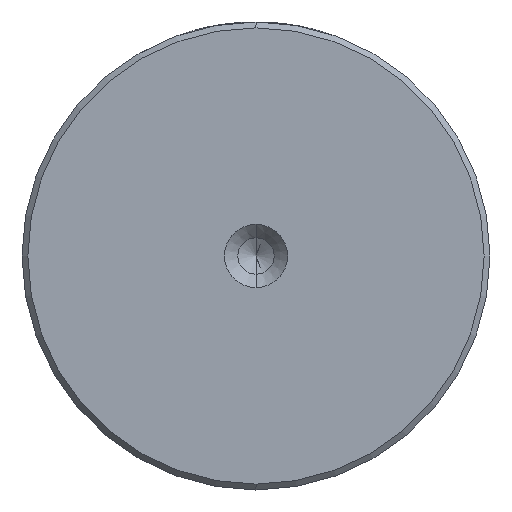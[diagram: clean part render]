
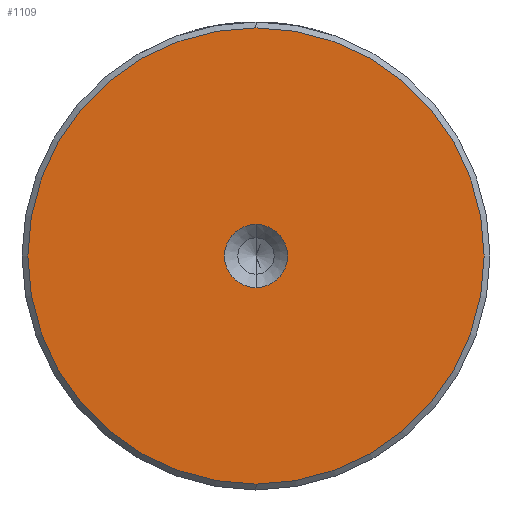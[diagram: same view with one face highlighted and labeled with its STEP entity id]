
A CAD part, left-side view. The second image highlights one B-rep face of the part: STEP entity #1109.
In plain terms, the highlighted planar face has unit normal (-1, 0, 0).
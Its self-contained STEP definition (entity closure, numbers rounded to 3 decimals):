
#81 = CARTESIAN_POINT ( 'NONE',  ( 0., 0., -19.5 ) ) ;
#163 = ORIENTED_EDGE ( 'NONE', *, *, #1416, .F. ) ;
#231 = FACE_OUTER_BOUND ( 'NONE', #541, .T. ) ;
#365 = PLANE ( 'NONE',  #589 ) ;
#446 = EDGE_CURVE ( 'NONE', #1778, #1326, #653, .T. ) ;
#541 = EDGE_LOOP ( 'NONE', ( #2434, #910 ) ) ;
#550 = CARTESIAN_POINT ( 'NONE',  ( 0., 0., 0. ) ) ;
#551 = DIRECTION ( 'NONE',  ( -1., 0., 0. ) ) ;
#589 = AXIS2_PLACEMENT_3D ( 'NONE', #2958, #1430, #3234 ) ;
#653 = CIRCLE ( 'NONE', #1127, 2.7 ) ;
#811 = DIRECTION ( 'NONE',  ( 0., 0., 1. ) ) ;
#904 = CIRCLE ( 'NONE', #2279, 19.5 ) ;
#907 = CIRCLE ( 'NONE', #1979, 2.7 ) ;
#910 = ORIENTED_EDGE ( 'NONE', *, *, #1726, .T. ) ;
#991 = VERTEX_POINT ( 'NONE', #81 ) ;
#1109 = ADVANCED_FACE ( 'NONE', ( #231, #2985 ), #365, .T. ) ;
#1127 = AXIS2_PLACEMENT_3D ( 'NONE', #550, #2372, #811 ) ;
#1199 = CARTESIAN_POINT ( 'NONE',  ( 0., 0., 0. ) ) ;
#1210 = CARTESIAN_POINT ( 'NONE',  ( 0., 0., 2.7 ) ) ;
#1326 = VERTEX_POINT ( 'NONE', #1210 ) ;
#1416 = EDGE_CURVE ( 'NONE', #1326, #1778, #907, .T. ) ;
#1419 = VERTEX_POINT ( 'NONE', #2776 ) ;
#1430 = DIRECTION ( 'NONE',  ( -1., 0., 0. ) ) ;
#1457 = EDGE_LOOP ( 'NONE', ( #163, #1895 ) ) ;
#1464 = DIRECTION ( 'NONE',  ( 0., 0., 1. ) ) ;
#1504 = DIRECTION ( 'NONE',  ( -1., 0., 0. ) ) ;
#1726 = EDGE_CURVE ( 'NONE', #1419, #991, #2679, .T. ) ;
#1778 = VERTEX_POINT ( 'NONE', #3108 ) ;
#1895 = ORIENTED_EDGE ( 'NONE', *, *, #446, .F. ) ;
#1979 = AXIS2_PLACEMENT_3D ( 'NONE', #3043, #1504, #3304 ) ;
#2112 = CARTESIAN_POINT ( 'NONE',  ( 0., 0., 0. ) ) ;
#2279 = AXIS2_PLACEMENT_3D ( 'NONE', #2112, #551, #2373 ) ;
#2372 = DIRECTION ( 'NONE',  ( -1., 0., 0. ) ) ;
#2373 = DIRECTION ( 'NONE',  ( 0., 0., 1. ) ) ;
#2434 = ORIENTED_EDGE ( 'NONE', *, *, #2516, .T. ) ;
#2516 = EDGE_CURVE ( 'NONE', #991, #1419, #904, .T. ) ;
#2679 = CIRCLE ( 'NONE', #2926, 19.5 ) ;
#2776 = CARTESIAN_POINT ( 'NONE',  ( 0., 0., 19.5 ) ) ;
#2926 = AXIS2_PLACEMENT_3D ( 'NONE', #1199, #2998, #1464 ) ;
#2958 = CARTESIAN_POINT ( 'NONE',  ( 0., 0., 0. ) ) ;
#2985 = FACE_BOUND ( 'NONE', #1457, .T. ) ;
#2998 = DIRECTION ( 'NONE',  ( -1., 0., 0. ) ) ;
#3043 = CARTESIAN_POINT ( 'NONE',  ( 0., 0., 0. ) ) ;
#3108 = CARTESIAN_POINT ( 'NONE',  ( 0., 0., -2.7 ) ) ;
#3234 = DIRECTION ( 'NONE',  ( 0., 0., 1. ) ) ;
#3304 = DIRECTION ( 'NONE',  ( 0., 0., 1. ) ) ;
